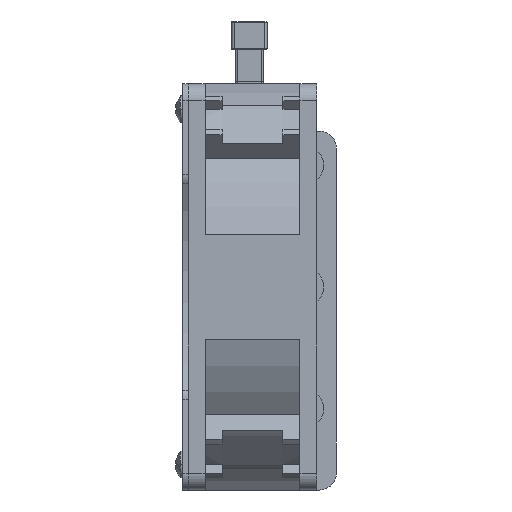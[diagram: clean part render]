
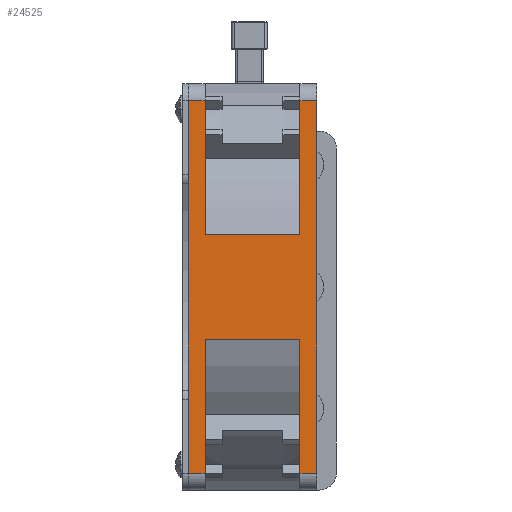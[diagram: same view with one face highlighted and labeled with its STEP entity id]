
A CAD part, front view. The second image highlights one B-rep face of the part: STEP entity #24525.
In plain terms, the highlighted planar face has unit normal (0, -1, 0).
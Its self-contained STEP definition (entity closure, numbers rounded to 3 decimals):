
#739 = CARTESIAN_POINT ( 'NONE',  ( 167.4, 144., -489.62 ) ) ;
#1009 = AXIS2_PLACEMENT_3D ( 'NONE', #3537, #3618, #3652 ) ;
#1115 = VERTEX_POINT ( 'NONE', #15796 ) ;
#1138 = CARTESIAN_POINT ( 'NONE',  ( 195.4, 144., -529. ) ) ;
#1304 = DIRECTION ( 'NONE',  ( 0., 0., -1. ) ) ;
#1399 = VERTEX_POINT ( 'NONE', #10501 ) ;
#1554 = CARTESIAN_POINT ( 'NONE',  ( 195.4, 144., -529. ) ) ;
#2078 = VERTEX_POINT ( 'NONE', #2816 ) ;
#2508 = DIRECTION ( 'NONE',  ( 0., 0., -1. ) ) ;
#2816 = CARTESIAN_POINT ( 'NONE',  ( 195.4, 144., -419. ) ) ;
#3384 = CARTESIAN_POINT ( 'NONE',  ( 167.4, 144., -529. ) ) ;
#3537 = CARTESIAN_POINT ( 'NONE',  ( 200.4, 144., -529. ) ) ;
#3567 = PLANE ( 'NONE',  #1009 ) ;
#3618 = DIRECTION ( 'NONE',  ( 0., -1., 0. ) ) ;
#3652 = DIRECTION ( 'NONE',  ( 0., 0., -1. ) ) ;
#5417 = DIRECTION ( 'NONE',  ( 0., 0., -1. ) ) ;
#5472 = CARTESIAN_POINT ( 'NONE',  ( 162.4, 144., -529. ) ) ;
#5719 = VERTEX_POINT ( 'NONE', #20031 ) ;
#6560 = CARTESIAN_POINT ( 'NONE',  ( 200.4, 144., -419. ) ) ;
#6739 = DIRECTION ( 'NONE',  ( -1., 0., 0. ) ) ;
#6984 = VERTEX_POINT ( 'NONE', #18851 ) ;
#7204 = ORIENTED_EDGE ( 'NONE', *, *, #21320, .T. ) ;
#7234 = VERTEX_POINT ( 'NONE', #18527 ) ;
#8191 = DIRECTION ( 'NONE',  ( 1., 0., 0. ) ) ;
#8247 = CARTESIAN_POINT ( 'NONE',  ( 200.4, 144., -529. ) ) ;
#8283 = CARTESIAN_POINT ( 'NONE',  ( 200.4, 144., -458.38 ) ) ;
#8723 = CARTESIAN_POINT ( 'NONE',  ( 200.4, 144., -474. ) ) ;
#8737 = EDGE_LOOP ( 'NONE', ( #20505, #19924, #14440, #9082, #24138, #23575, #7204, #10603, #25396, #9368, #13477, #19285 ) ) ;
#9082 = ORIENTED_EDGE ( 'NONE', *, *, #20888, .T. ) ;
#9290 = VERTEX_POINT ( 'NONE', #16721 ) ;
#9368 = ORIENTED_EDGE ( 'NONE', *, *, #20657, .T. ) ;
#9868 = VERTEX_POINT ( 'NONE', #16221 ) ;
#10263 = DIRECTION ( 'NONE',  ( 0., 0., 1. ) ) ;
#10501 = CARTESIAN_POINT ( 'NONE',  ( 195.4, 144., -529. ) ) ;
#10603 = ORIENTED_EDGE ( 'NONE', *, *, #21229, .T. ) ;
#10998 = DIRECTION ( 'NONE',  ( 0., 0., 1. ) ) ;
#11855 = DIRECTION ( 'NONE',  ( -1., 0., 0. ) ) ;
#12016 = CARTESIAN_POINT ( 'NONE',  ( 200.4, 144., -489.62 ) ) ;
#12322 = DIRECTION ( 'NONE',  ( -1., 0., 0. ) ) ;
#12341 = LINE ( 'NONE', #12440, #12551 ) ;
#12440 = CARTESIAN_POINT ( 'NONE',  ( 200.4, 144., -419. ) ) ;
#12551 = VECTOR ( 'NONE', #11855, 1000. ) ;
#12839 = FACE_OUTER_BOUND ( 'NONE', #8737, .T. ) ;
#13477 = ORIENTED_EDGE ( 'NONE', *, *, #20824, .T. ) ;
#14045 = CARTESIAN_POINT ( 'NONE',  ( 195.4, 144., -489.62 ) ) ;
#14194 = LINE ( 'NONE', #8723, #14237 ) ;
#14237 = VECTOR ( 'NONE', #10263, 1000. ) ;
#14289 = VECTOR ( 'NONE', #8191, 1000. ) ;
#14440 = ORIENTED_EDGE ( 'NONE', *, *, #14668, .T. ) ;
#14642 = LINE ( 'NONE', #6560, #14688 ) ;
#14668 = EDGE_CURVE ( 'NONE', #9290, #5719, #12341, .T. ) ;
#14688 = VECTOR ( 'NONE', #6739, 1000. ) ;
#14890 = LINE ( 'NONE', #5472, #14963 ) ;
#14963 = VECTOR ( 'NONE', #5417, 1000. ) ;
#15332 = VERTEX_POINT ( 'NONE', #14045 ) ;
#15623 = LINE ( 'NONE', #1554, #15666 ) ;
#15666 = VECTOR ( 'NONE', #2508, 1000. ) ;
#15796 = CARTESIAN_POINT ( 'NONE',  ( 162.4, 144., -529. ) ) ;
#15883 = LINE ( 'NONE', #1138, #15888 ) ;
#15888 = VECTOR ( 'NONE', #1304, 1000. ) ;
#16063 = VECTOR ( 'NONE', #10998, 1000. ) ;
#16161 = LINE ( 'NONE', #8283, #16321 ) ;
#16198 = VECTOR ( 'NONE', #24073, 1000. ) ;
#16221 = CARTESIAN_POINT ( 'NONE',  ( 195.4, 144., -458.38 ) ) ;
#16293 = LINE ( 'NONE', #23692, #16347 ) ;
#16321 = VECTOR ( 'NONE', #12322, 1000. ) ;
#16347 = VECTOR ( 'NONE', #23571, 1000. ) ;
#16448 = LINE ( 'NONE', #23460, #16469 ) ;
#16469 = VECTOR ( 'NONE', #22292, 1000. ) ;
#16721 = CARTESIAN_POINT ( 'NONE',  ( 167.4, 144., -419. ) ) ;
#17088 = CARTESIAN_POINT ( 'NONE',  ( 200.4, 144., -529. ) ) ;
#18527 = CARTESIAN_POINT ( 'NONE',  ( 167.4, 144., -529. ) ) ;
#18851 = CARTESIAN_POINT ( 'NONE',  ( 200.4, 144., -419. ) ) ;
#19285 = ORIENTED_EDGE ( 'NONE', *, *, #21090, .T. ) ;
#19924 = ORIENTED_EDGE ( 'NONE', *, *, #21262, .T. ) ;
#20031 = CARTESIAN_POINT ( 'NONE',  ( 162.4, 144., -419. ) ) ;
#20505 = ORIENTED_EDGE ( 'NONE', *, *, #21297, .T. ) ;
#20657 = EDGE_CURVE ( 'NONE', #24414, #6984, #14194, .T. ) ;
#20660 = EDGE_CURVE ( 'NONE', #1399, #24414, #25400, .T. ) ;
#20824 = EDGE_CURVE ( 'NONE', #6984, #2078, #14642, .T. ) ;
#20888 = EDGE_CURVE ( 'NONE', #5719, #1115, #14890, .T. ) ;
#21090 = EDGE_CURVE ( 'NONE', #2078, #9868, #15623, .T. ) ;
#21229 = EDGE_CURVE ( 'NONE', #15332, #1399, #15883, .T. ) ;
#21262 = EDGE_CURVE ( 'NONE', #24170, #9290, #25042, .T. ) ;
#21297 = EDGE_CURVE ( 'NONE', #9868, #24170, #16161, .T. ) ;
#21320 = EDGE_CURVE ( 'NONE', #23018, #15332, #21436, .T. ) ;
#21363 = EDGE_CURVE ( 'NONE', #7234, #23018, #16293, .T. ) ;
#21389 = EDGE_CURVE ( 'NONE', #1115, #7234, #16448, .T. ) ;
#21436 = LINE ( 'NONE', #12016, #16198 ) ;
#22292 = DIRECTION ( 'NONE',  ( 1., 0., 0. ) ) ;
#23018 = VERTEX_POINT ( 'NONE', #739 ) ;
#23460 = CARTESIAN_POINT ( 'NONE',  ( 200.4, 144., -529. ) ) ;
#23571 = DIRECTION ( 'NONE',  ( 0., 0., 1. ) ) ;
#23575 = ORIENTED_EDGE ( 'NONE', *, *, #21363, .T. ) ;
#23692 = CARTESIAN_POINT ( 'NONE',  ( 167.4, 144., -529. ) ) ;
#24073 = DIRECTION ( 'NONE',  ( 1., 0., 0. ) ) ;
#24138 = ORIENTED_EDGE ( 'NONE', *, *, #21389, .T. ) ;
#24170 = VERTEX_POINT ( 'NONE', #24466 ) ;
#24414 = VERTEX_POINT ( 'NONE', #17088 ) ;
#24466 = CARTESIAN_POINT ( 'NONE',  ( 167.4, 144., -458.38 ) ) ;
#24525 = ADVANCED_FACE ( 'NONE', ( #12839 ), #3567, .T. ) ;
#25042 = LINE ( 'NONE', #3384, #16063 ) ;
#25396 = ORIENTED_EDGE ( 'NONE', *, *, #20660, .T. ) ;
#25400 = LINE ( 'NONE', #8247, #14289 ) ;
